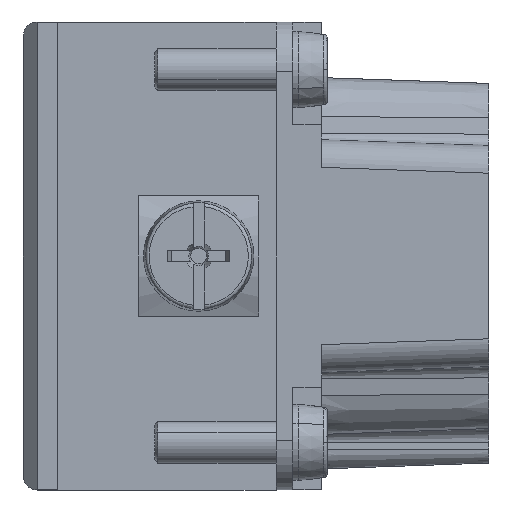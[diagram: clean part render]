
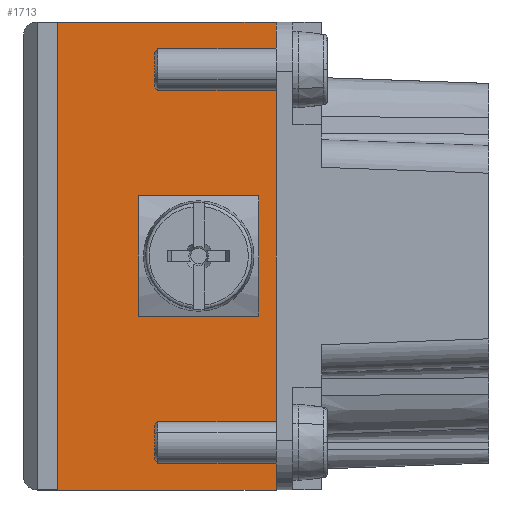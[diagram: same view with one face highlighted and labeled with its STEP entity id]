
A CAD part, left-side view. The second image highlights one B-rep face of the part: STEP entity #1713.
In plain terms, the highlighted planar face has unit normal (-1, 0, 0).
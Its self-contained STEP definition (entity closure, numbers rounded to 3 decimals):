
#1450=CIRCLE('',#17947,2.);
#1713=ADVANCED_FACE('',(#3350,#3351),#2698,.F.);
#2698=PLANE('',#17948);
#3350=FACE_BOUND('',#3595,.T.);
#3351=FACE_BOUND('',#3596,.T.);
#3595=EDGE_LOOP('',(#5834));
#3596=EDGE_LOOP('',(#5835,#5836,#5837,#5838));
#5834=ORIENTED_EDGE('',*,*,#12461,.T.);
#5835=ORIENTED_EDGE('',*,*,#12462,.F.);
#5836=ORIENTED_EDGE('',*,*,#12463,.F.);
#5837=ORIENTED_EDGE('',*,*,#12456,.F.);
#5838=ORIENTED_EDGE('',*,*,#12464,.T.);
#10791=VERTEX_POINT('',#25221);
#10792=VERTEX_POINT('',#25223);
#10796=VERTEX_POINT('',#25233);
#10797=VERTEX_POINT('',#25235);
#10798=VERTEX_POINT('',#25236);
#12456=EDGE_CURVE('',#10791,#10792,#14772,.T.);
#12461=EDGE_CURVE('',#10796,#10796,#1450,.T.);
#12462=EDGE_CURVE('',#10797,#10798,#14775,.T.);
#12463=EDGE_CURVE('',#10792,#10797,#14776,.T.);
#12464=EDGE_CURVE('',#10791,#10798,#14777,.T.);
#14772=LINE('',#25222,#16377);
#14775=LINE('',#25234,#16380);
#14776=LINE('',#25237,#16381);
#14777=LINE('',#25238,#16382);
#16377=VECTOR('',#19421,1.);
#16380=VECTOR('',#19432,1.);
#16381=VECTOR('',#19433,1.);
#16382=VECTOR('',#19434,1.);
#17947=AXIS2_PLACEMENT_3D('',#25232,#19430,#19431);
#17948=AXIS2_PLACEMENT_3D('',#25239,#19435,#19436);
#19421=DIRECTION('',(0.,0.,-1.));
#19430=DIRECTION('',(1.,0.,0.));
#19431=DIRECTION('',(0.,0.,1.));
#19432=DIRECTION('',(0.,0.,1.));
#19433=DIRECTION('',(0.,1.,0.));
#19434=DIRECTION('',(0.,1.,0.));
#19435=DIRECTION('',(1.,0.,0.));
#19436=DIRECTION('',(0.,0.,1.));
#25221=CARTESIAN_POINT('',(-25.35,15.7,16.941));
#25222=CARTESIAN_POINT('',(-25.35,15.7,-16.959));
#25223=CARTESIAN_POINT('',(-25.35,15.7,-16.959));
#25232=CARTESIAN_POINT('',(-25.35,21.3,-0.009));
#25233=CARTESIAN_POINT('',(-25.35,21.3,1.991));
#25234=CARTESIAN_POINT('',(-25.35,31.5,6.391));
#25235=CARTESIAN_POINT('',(-25.35,31.5,-16.959));
#25236=CARTESIAN_POINT('',(-25.35,31.5,16.941));
#25237=CARTESIAN_POINT('',(-25.35,26.648,-16.959));
#25238=CARTESIAN_POINT('',(-25.35,26.648,16.941));
#25239=CARTESIAN_POINT('',(-25.35,15.4,-16.959));
